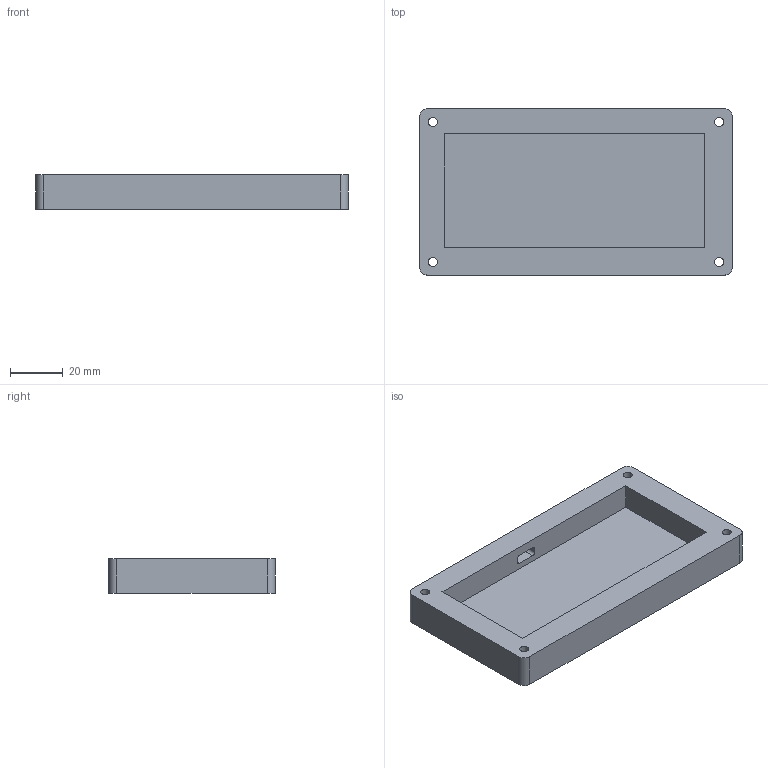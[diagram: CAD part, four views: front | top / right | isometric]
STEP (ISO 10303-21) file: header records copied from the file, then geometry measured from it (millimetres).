
FILE_DESCRIPTION(/* description */ (''),/* implementation_level */ '2;1');
FILE_NAME(/* name */ 'bottom.step',/* time_stamp */ '2025-05-25T10:23:59+02:00',/* author */ (''),/* organization */ (''),/* preprocessor_version */ 'ST-DEVELOPER v20.1',/* originating_system */ 'Autodesk Translation Framework v14.10.0.0',/* authorisation */ '');
FILE_SCHEMA (('AUTOMOTIVE_DESIGN { 1 0 10303 214 3 1 1 }'));
Length unit declared in the file: millimetre
Products named in the file (2): 2025-05-24-12-41-21-190; 2025-05-24-12-42-26-212
Assembly tree (1 placements, depth 2):
  2025-05-24-12-41-21-190
    2025-05-24-12-42-26-212
Bounding box: 119 x 63.3 x 13 mm (x, y, z)
Volume: 53631.6 mm3; surface area: 23397 mm2
Topology: 1 solids, 1 shells, 44 faces, 108 edges, 72 vertices
Faces by surface type: plane 24, cylinder 20
Full cylindrical faces by diameter (mm): 3.4 x4, 6 x4
Entity records: 1381 total; most frequent: DIRECTION 242, CARTESIAN_POINT 227, ORIENTED_EDGE 216, EDGE_CURVE 108, AXIS2_PLACEMENT_3D 87, VERTEX_POINT 72, LINE 68, VECTOR 68
